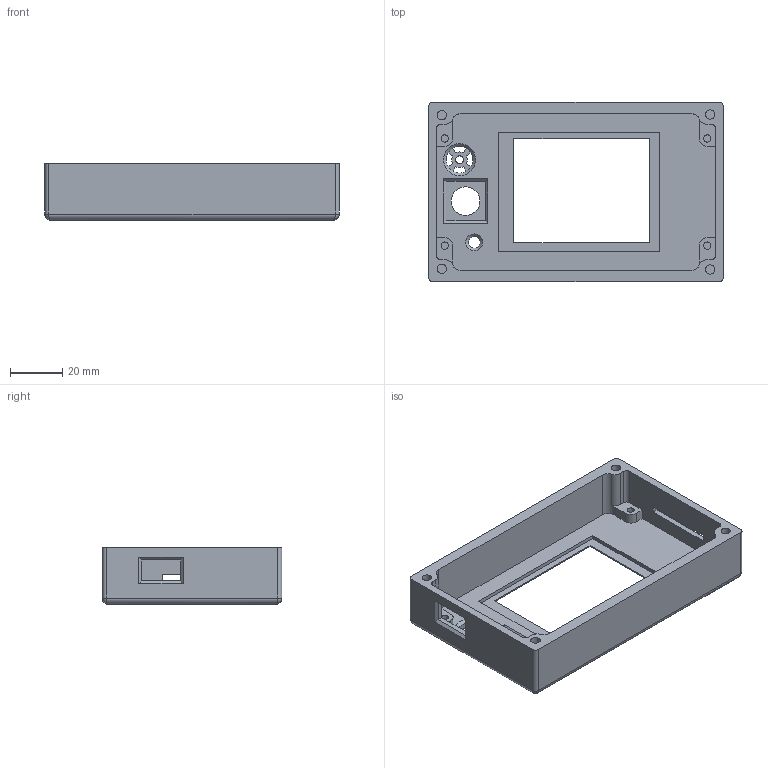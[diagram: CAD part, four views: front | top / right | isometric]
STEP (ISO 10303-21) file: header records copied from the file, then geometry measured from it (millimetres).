
FILE_DESCRIPTION(/* description */ (''),/* implementation_level */ '2;1');
FILE_NAME(/* name */ 'TFT24 Display Mount.step',/* time_stamp */ '2022-07-03T04:56:35-05:00',/* author */ (''),/* organization */ (''),/* preprocessor_version */ 'ST-DEVELOPER v19',/* originating_system */ 'Autodesk Translation Framework v11.7.0.108',/* authorisation */ '');
FILE_SCHEMA (('AUTOMOTIVE_DESIGN { 1 0 10303 214 3 1 1 }'));
Length unit declared in the file: millimetre
Products named in the file (1): TFT24 Display Mount
Bounding box: 113 x 69 x 21.7 mm (x, y, z)
Volume: 41960 mm3; surface area: 25682.8 mm2
Topology: 1 solids, 1 shells, 136 faces, 352 edges, 222 vertices
Faces by surface type: plane 90, cylinder 40, bspline 4, cone 2
Full cylindrical faces by diameter (mm): 2.8 x4, 3 x1, 3.6 x4, 4.5 x1, 10.3 x1, 11 x1
Entity records: 4270 total; most frequent: CARTESIAN_POINT 823, DIRECTION 708, ORIENTED_EDGE 696, EDGE_CURVE 348, LINE 254, VECTOR 254, AXIS2_PLACEMENT_3D 227, VERTEX_POINT 222
